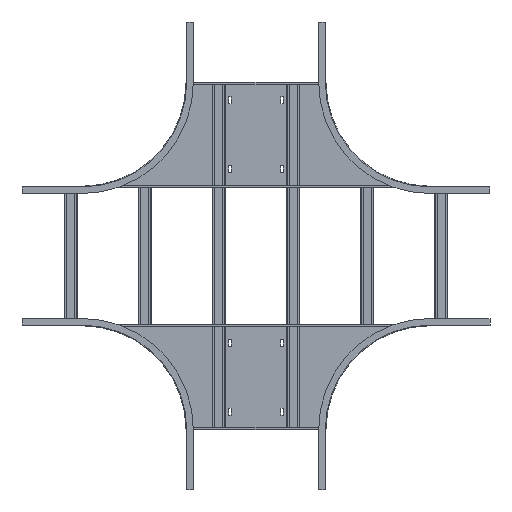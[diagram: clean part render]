
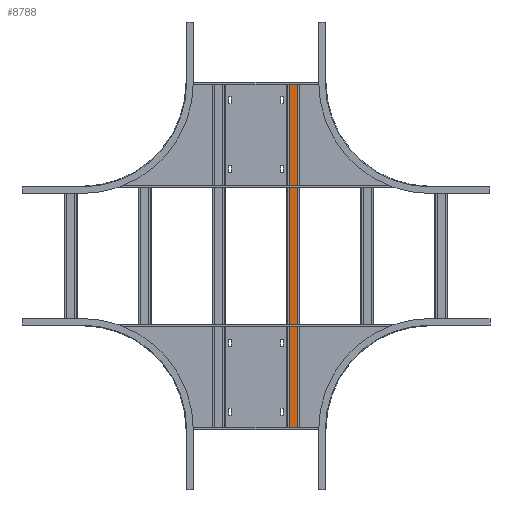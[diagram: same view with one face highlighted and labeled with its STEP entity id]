
A CAD part, front view. The second image highlights one B-rep face of the part: STEP entity #8788.
In plain terms, the highlighted planar face has unit normal (0, -1, 0).
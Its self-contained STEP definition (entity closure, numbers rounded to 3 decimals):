
#15 = LINE ( 'NONE', #714, #24 ) ;
#21 = LINE ( 'NONE', #718, #28 ) ;
#24 = VECTOR ( 'NONE', #726, 1000. ) ;
#28 = VECTOR ( 'NONE', #730, 1000. ) ;
#50 = LINE ( 'NONE', #468, #53 ) ;
#53 = VECTOR ( 'NONE', #470, 1000. ) ;
#468 = CARTESIAN_POINT ( 'NONE',  ( 88.16, -1.2, -298. ) ) ;
#470 = DIRECTION ( 'NONE',  ( -1., 0., 0. ) ) ;
#693 = CARTESIAN_POINT ( 'NONE',  ( 89.16, -1.2, -298. ) ) ;
#700 = DIRECTION ( 'NONE',  ( 0., 0., -1. ) ) ;
#714 = CARTESIAN_POINT ( 'NONE',  ( 124.16, -1.2, 697.4 ) ) ;
#718 = CARTESIAN_POINT ( 'NONE',  ( 88.16, -1.2, 697.4 ) ) ;
#726 = DIRECTION ( 'NONE',  ( 0., 0., 1. ) ) ;
#730 = DIRECTION ( 'NONE',  ( 1., 0., 0. ) ) ;
#1026 = LINE ( 'NONE', #693, #3440 ) ;
#3440 = VECTOR ( 'NONE', #700, 1000. ) ;
#4886 = VERTEX_POINT ( 'NONE', #5346 ) ;
#4889 = VERTEX_POINT ( 'NONE', #5349 ) ;
#4894 = VERTEX_POINT ( 'NONE', #5354 ) ;
#4897 = VERTEX_POINT ( 'NONE', #5357 ) ;
#5346 = CARTESIAN_POINT ( 'NONE',  ( 124.16, -1.2, -298. ) ) ;
#5349 = CARTESIAN_POINT ( 'NONE',  ( 124.16, -1.2, 697.4 ) ) ;
#5354 = CARTESIAN_POINT ( 'NONE',  ( 89.16, -1.2, 697.4 ) ) ;
#5357 = CARTESIAN_POINT ( 'NONE',  ( 89.16, -1.2, -298. ) ) ;
#7226 = EDGE_CURVE ( 'NONE', #4894, #4897, #1026, .T. ) ;
#7238 = EDGE_CURVE ( 'NONE', #4886, #4889, #15, .T. ) ;
#7240 = EDGE_CURVE ( 'NONE', #4894, #4889, #21, .T. ) ;
#7255 = EDGE_CURVE ( 'NONE', #4886, #4897, #50, .T. ) ;
#8788 = ADVANCED_FACE ( 'NONE', ( #12509 ), #11877, .F. ) ;
#9666 = EDGE_LOOP ( 'NONE', ( #12168, #12167, #12166, #12165 ) ) ;
#11097 = AXIS2_PLACEMENT_3D ( 'NONE', #11873, #11879, #11880 ) ;
#11873 = CARTESIAN_POINT ( 'NONE',  ( 88.16, -1.2, 697.4 ) ) ;
#11877 = PLANE ( 'NONE',  #11097 ) ;
#11879 = DIRECTION ( 'NONE',  ( 0., 1., 0. ) ) ;
#11880 = DIRECTION ( 'NONE',  ( 0., 0., 1. ) ) ;
#12165 = ORIENTED_EDGE ( 'NONE', *, *, #7240, .F. ) ;
#12166 = ORIENTED_EDGE ( 'NONE', *, *, #7238, .T. ) ;
#12167 = ORIENTED_EDGE ( 'NONE', *, *, #7255, .F. ) ;
#12168 = ORIENTED_EDGE ( 'NONE', *, *, #7226, .T. ) ;
#12509 = FACE_OUTER_BOUND ( 'NONE', #9666, .T. ) ;
